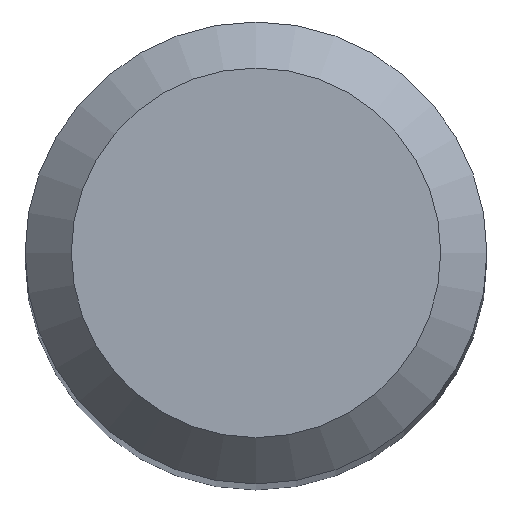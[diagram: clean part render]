
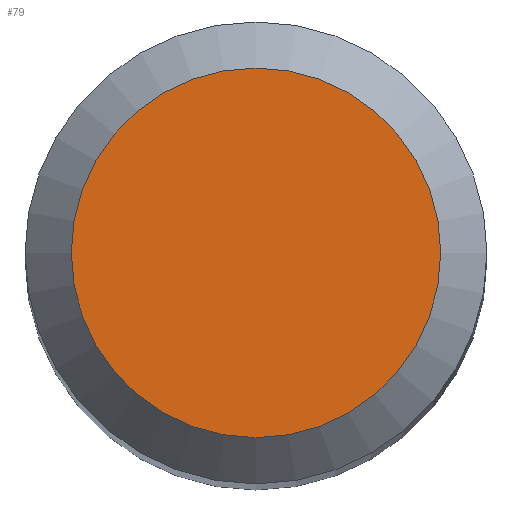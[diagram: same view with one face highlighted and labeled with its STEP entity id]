
A CAD part, top view. The second image highlights one B-rep face of the part: STEP entity #79.
In plain terms, the highlighted planar face has unit normal (0, 0, 1).
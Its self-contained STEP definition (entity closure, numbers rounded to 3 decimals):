
#5 = DIRECTION ( 'NONE',  ( 0., 0., 1. ) ) ;
#61 = AXIS2_PLACEMENT_3D ( 'NONE', #195, #67, #180 ) ;
#63 = EDGE_CURVE ( 'NONE', #154, #154, #171, .T. ) ;
#64 = CARTESIAN_POINT ( 'NONE',  ( 0., 0., 38. ) ) ;
#67 = DIRECTION ( 'NONE',  ( 0., 0., 1. ) ) ;
#68 = PLANE ( 'NONE',  #61 ) ;
#73 = EDGE_LOOP ( 'NONE', ( #94 ) ) ;
#79 = ADVANCED_FACE ( 'NONE', ( #165 ), #68, .T. ) ;
#94 = ORIENTED_EDGE ( 'NONE', *, *, #63, .T. ) ;
#154 = VERTEX_POINT ( 'NONE', #225 ) ;
#165 = FACE_OUTER_BOUND ( 'NONE', #73, .T. ) ;
#171 = CIRCLE ( 'NONE', #178, 1.6 ) ;
#178 = AXIS2_PLACEMENT_3D ( 'NONE', #64, #5, #201 ) ;
#180 = DIRECTION ( 'NONE',  ( 1., 0., 0. ) ) ;
#195 = CARTESIAN_POINT ( 'NONE',  ( 0., 0., 38. ) ) ;
#201 = DIRECTION ( 'NONE',  ( 1., 0., 0. ) ) ;
#225 = CARTESIAN_POINT ( 'NONE',  ( 1.6, 0., 38. ) ) ;
